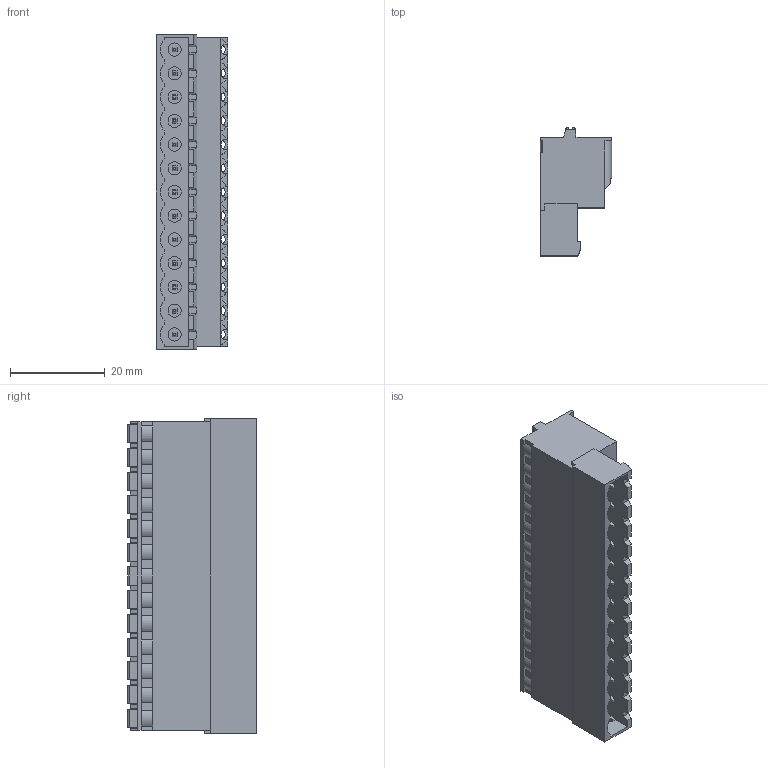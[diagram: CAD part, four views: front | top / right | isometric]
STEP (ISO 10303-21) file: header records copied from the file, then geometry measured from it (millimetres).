
FILE_DESCRIPTION((''),'2;1');
FILE_NAME('TLPHS-218-XXP','2024-10-22T10:32:54',('yanfa'),(''),'CREO PARAMETRIC BY PTC INC, 2018050','CREO PARAMETRIC BY PTC INC, 2018050','');
FILE_SCHEMA(('AUTOMOTIVE_DESIGN { 1 0 10303 214 1 1 1 1 }'));
Length unit declared in the file: millimetre
Products named in the file (1): TLPHS-218-XXP
Bounding box: 15 x 26.99 x 66.32 mm (x, y, z)
Volume: 15186 mm3; surface area: 9550.3 mm2
Topology: 1 solids, 1 shells, 737 faces, 1922 edges, 1238 vertices
Faces by surface type: plane 567, cylinder 170
Entity records: 22685 total; most frequent: CARTESIAN_POINT 4261, ORIENTED_EDGE 3844, DIRECTION 3697, EDGE_CURVE 1922, VECTOR 1465, LINE 1465, VERTEX_POINT 1238, AXIS2_PLACEMENT_3D 1116
